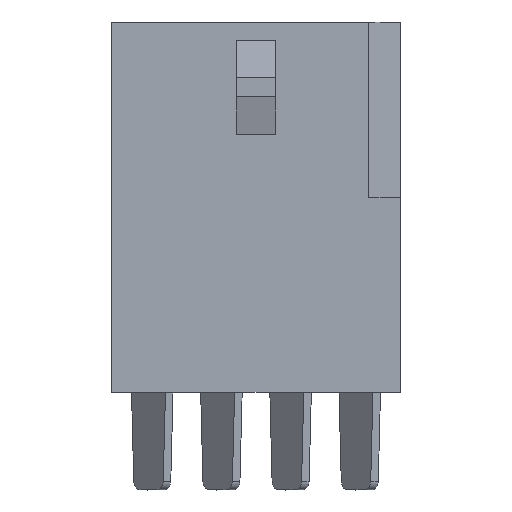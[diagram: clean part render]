
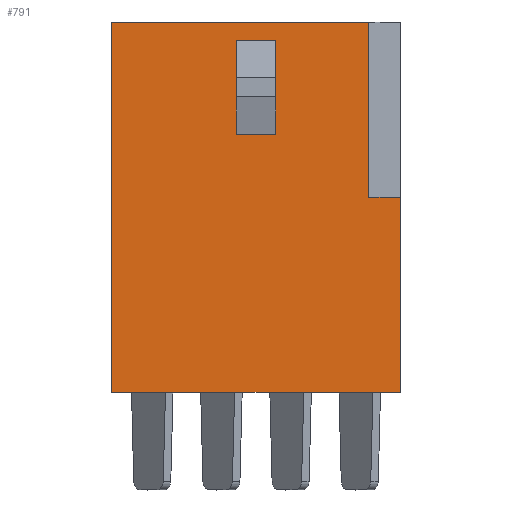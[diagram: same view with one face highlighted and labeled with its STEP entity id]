
A CAD part, top view. The second image highlights one B-rep face of the part: STEP entity #791.
In plain terms, the highlighted planar face has unit normal (0, 0, 1).
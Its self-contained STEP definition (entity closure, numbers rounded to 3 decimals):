
#151 = DIRECTION ( 'NONE',  ( 0., -1., 0. ) ) ;
#169 = CARTESIAN_POINT ( 'NONE',  ( 12.408, 48.54, 2.54 ) ) ;
#182 = ORIENTED_EDGE ( 'NONE', *, *, #3299, .F. ) ;
#228 = CARTESIAN_POINT ( 'NONE',  ( 7.087, 8.991, 2.54 ) ) ;
#498 = VERTEX_POINT ( 'NONE', #778 ) ;
#504 = EDGE_LOOP ( 'NONE', ( #1384, #182, #5306, #4249 ) ) ;
#518 = VECTOR ( 'NONE', #4001, 1000. ) ;
#588 = CARTESIAN_POINT ( 'NONE',  ( 14.211, -11.176, 2.54 ) ) ;
#718 = PLANE ( 'NONE',  #866 ) ;
#778 = CARTESIAN_POINT ( 'NONE',  ( 14.211, 0., 2.54 ) ) ;
#791 = ADVANCED_FACE ( 'NONE', ( #938, #1090 ), #718, .T. ) ;
#851 = EDGE_CURVE ( 'NONE', #2307, #5400, #4160, .T. ) ;
#866 = AXIS2_PLACEMENT_3D ( 'NONE', #1845, #5653, #2966 ) ;
#907 = LINE ( 'NONE', #2298, #6493 ) ;
#938 = FACE_BOUND ( 'NONE', #504, .T. ) ;
#947 = CARTESIAN_POINT ( 'NONE',  ( -2.324, 0., 2.54 ) ) ;
#998 = DIRECTION ( 'NONE',  ( 0., 1., 0. ) ) ;
#1043 = VECTOR ( 'NONE', #151, 1000. ) ;
#1090 = FACE_OUTER_BOUND ( 'NONE', #7044, .T. ) ;
#1120 = DIRECTION ( 'NONE',  ( -1., 0., 0. ) ) ;
#1122 = LINE ( 'NONE', #169, #5200 ) ;
#1157 = CARTESIAN_POINT ( 'NONE',  ( 4.801, 3.608, 2.54 ) ) ;
#1288 = VERTEX_POINT ( 'NONE', #1157 ) ;
#1384 = ORIENTED_EDGE ( 'NONE', *, *, #6813, .T. ) ;
#1574 = LINE ( 'NONE', #3630, #6663 ) ;
#1835 = EDGE_CURVE ( 'NONE', #5864, #5408, #907, .T. ) ;
#1845 = CARTESIAN_POINT ( 'NONE',  ( -2.324, -11.176, 2.54 ) ) ;
#1851 = CARTESIAN_POINT ( 'NONE',  ( -2.324, -11.176, 2.54 ) ) ;
#2179 = CARTESIAN_POINT ( 'NONE',  ( 12.408, 0., 2.54 ) ) ;
#2229 = LINE ( 'NONE', #6182, #518 ) ;
#2298 = CARTESIAN_POINT ( 'NONE',  ( 9.32, 8.991, 2.54 ) ) ;
#2307 = VERTEX_POINT ( 'NONE', #6877 ) ;
#2871 = CARTESIAN_POINT ( 'NONE',  ( 7.087, 3.608, 2.54 ) ) ;
#2966 = DIRECTION ( 'NONE',  ( 1., 0., 0. ) ) ;
#3118 = ORIENTED_EDGE ( 'NONE', *, *, #5238, .T. ) ;
#3172 = VECTOR ( 'NONE', #3892, 1000. ) ;
#3299 = EDGE_CURVE ( 'NONE', #5408, #1288, #5363, .T. ) ;
#3355 = VECTOR ( 'NONE', #4307, 1000. ) ;
#3507 = EDGE_CURVE ( 'NONE', #6943, #5864, #2229, .T. ) ;
#3559 = CARTESIAN_POINT ( 'NONE',  ( -2.324, 10.033, 2.54 ) ) ;
#3630 = CARTESIAN_POINT ( 'NONE',  ( -2.324, -11.176, 2.54 ) ) ;
#3644 = DIRECTION ( 'NONE',  ( 1., 0., 0. ) ) ;
#3721 = CARTESIAN_POINT ( 'NONE',  ( -2.324, -11.176, 2.54 ) ) ;
#3892 = DIRECTION ( 'NONE',  ( 0., 1., 0. ) ) ;
#3949 = ORIENTED_EDGE ( 'NONE', *, *, #4651, .F. ) ;
#3976 = DIRECTION ( 'NONE',  ( 0., -1., 0. ) ) ;
#4001 = DIRECTION ( 'NONE',  ( 0., 1., 0. ) ) ;
#4160 = LINE ( 'NONE', #3559, #6181 ) ;
#4188 = LINE ( 'NONE', #6049, #5698 ) ;
#4249 = ORIENTED_EDGE ( 'NONE', *, *, #3507, .F. ) ;
#4307 = DIRECTION ( 'NONE',  ( 1., 0., 0. ) ) ;
#4356 = LINE ( 'NONE', #588, #3172 ) ;
#4443 = VECTOR ( 'NONE', #4732, 1000. ) ;
#4555 = CARTESIAN_POINT ( 'NONE',  ( 4.801, 8.992, 2.54 ) ) ;
#4651 = EDGE_CURVE ( 'NONE', #6527, #2307, #1574, .T. ) ;
#4732 = DIRECTION ( 'NONE',  ( 1., 0., 0. ) ) ;
#4756 = ORIENTED_EDGE ( 'NONE', *, *, #6639, .F. ) ;
#5200 = VECTOR ( 'NONE', #3976, 1000. ) ;
#5238 = EDGE_CURVE ( 'NONE', #6527, #6376, #5292, .T. ) ;
#5243 = ORIENTED_EDGE ( 'NONE', *, *, #6776, .T. ) ;
#5292 = LINE ( 'NONE', #3721, #3355 ) ;
#5306 = ORIENTED_EDGE ( 'NONE', *, *, #1835, .F. ) ;
#5363 = LINE ( 'NONE', #4555, #1043 ) ;
#5400 = VERTEX_POINT ( 'NONE', #6650 ) ;
#5408 = VERTEX_POINT ( 'NONE', #5576 ) ;
#5566 = DIRECTION ( 'NONE',  ( -1., 0., 0. ) ) ;
#5576 = CARTESIAN_POINT ( 'NONE',  ( 4.801, 8.991, 2.54 ) ) ;
#5653 = DIRECTION ( 'NONE',  ( 0., 0., 1. ) ) ;
#5698 = VECTOR ( 'NONE', #1120, 1000. ) ;
#5864 = VERTEX_POINT ( 'NONE', #228 ) ;
#5915 = VERTEX_POINT ( 'NONE', #2179 ) ;
#6015 = EDGE_CURVE ( 'NONE', #5400, #5915, #1122, .T. ) ;
#6049 = CARTESIAN_POINT ( 'NONE',  ( 9.32, 3.608, 2.54 ) ) ;
#6080 = CARTESIAN_POINT ( 'NONE',  ( 14.211, -11.176, 2.54 ) ) ;
#6181 = VECTOR ( 'NONE', #3644, 1000. ) ;
#6182 = CARTESIAN_POINT ( 'NONE',  ( 7.087, 8.992, 2.54 ) ) ;
#6359 = ORIENTED_EDGE ( 'NONE', *, *, #6015, .F. ) ;
#6376 = VERTEX_POINT ( 'NONE', #6080 ) ;
#6457 = ORIENTED_EDGE ( 'NONE', *, *, #851, .F. ) ;
#6493 = VECTOR ( 'NONE', #5566, 1000. ) ;
#6527 = VERTEX_POINT ( 'NONE', #1851 ) ;
#6639 = EDGE_CURVE ( 'NONE', #5915, #498, #6645, .T. ) ;
#6645 = LINE ( 'NONE', #947, #4443 ) ;
#6650 = CARTESIAN_POINT ( 'NONE',  ( 12.408, 10.033, 2.54 ) ) ;
#6663 = VECTOR ( 'NONE', #998, 1000. ) ;
#6776 = EDGE_CURVE ( 'NONE', #6376, #498, #4356, .T. ) ;
#6813 = EDGE_CURVE ( 'NONE', #6943, #1288, #4188, .T. ) ;
#6877 = CARTESIAN_POINT ( 'NONE',  ( -2.324, 10.033, 2.54 ) ) ;
#6943 = VERTEX_POINT ( 'NONE', #2871 ) ;
#7044 = EDGE_LOOP ( 'NONE', ( #4756, #6359, #6457, #3949, #3118, #5243 ) ) ;
